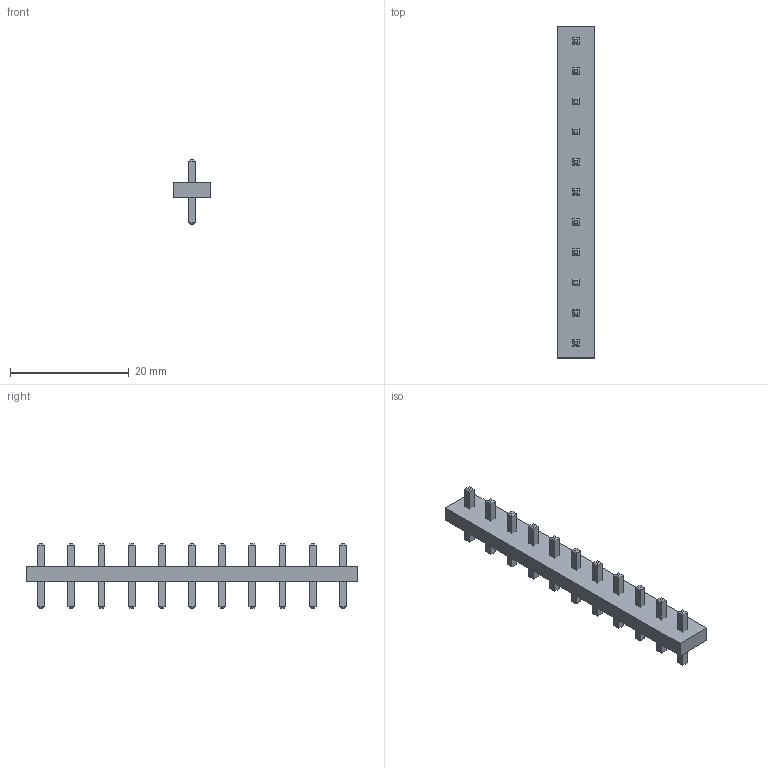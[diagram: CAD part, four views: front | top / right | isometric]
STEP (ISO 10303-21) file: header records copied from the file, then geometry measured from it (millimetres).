
FILE_DESCRIPTION(/* description */ ('model of Samtec_HPM-11-05-x-S_Straight_1x11_Pitch5.08mm'),/* implementation_level */ '2;1');
FILE_NAME(/* name */ 'Samtec_HPM-11-05-x-S_Straight_1x11_Pitch5.08mm.step',/* time_stamp */ '2023-01-04T12:13:58',/* author */ ('KiCAD','kicad'),/* organization */ ('OCCT'),/* preprocessor_version */ '',/* originating_system */ 'KiCAD',/* authorisation */ '');
FILE_SCHEMA(('AUTOMOTIVE_DESIGN { 1 0 10303 214 1 1 1 1 }'));
Length unit declared in the file: millimetre
Products named in the file (7): CQ assembly; e1cb794c-8c20-11ed-b7ac-a0cec80452fd; e1cb794c-8c20-11ed-b7ac-a0cec80452fd_part; e1cb7da2-8c20-11ed-b7ac-a0cec80452fd; e1cb7da2-8c20-11ed-b7ac-a0cec80452fd_part; e1cb8072-8c20-11ed-b7ac-a0cec80452fd; e1cb8072-8c20-11ed-b7ac-a0cec80452fd_part
Assembly tree (6 placements, depth 4):
  CQ assembly
    e1cb794c-8c20-11ed-b7ac-a0cec80452fd
      e1cb794c-8c20-11ed-b7ac-a0cec80452fd_part
      e1cb7da2-8c20-11ed-b7ac-a0cec80452fd
        e1cb7da2-8c20-11ed-b7ac-a0cec80452fd_part
      e1cb8072-8c20-11ed-b7ac-a0cec80452fd
        e1cb8072-8c20-11ed-b7ac-a0cec80452fd_part
Bounding box: 6.35 x 55.88 x 10.92 mm (x, y, z)
Volume: 1054 mm3; surface area: 1582.4 mm2
Topology: 12 solids, 12 shells, 160 faces, 320 edges, 184 vertices
Faces by surface type: plane 160
Entity records: 4124 total; most frequent: CARTESIAN_POINT 671, DIRECTION 654, ORIENTED_EDGE 640, EDGE_CURVE 320, LINE 320, VECTOR 320, VERTEX_POINT 184, AXIS2_PLACEMENT_3D 167
